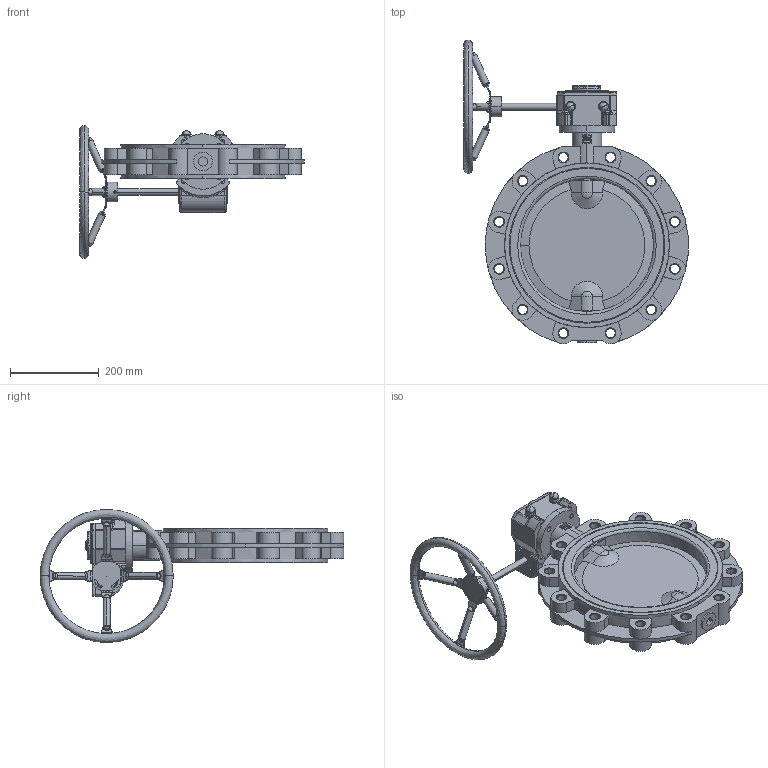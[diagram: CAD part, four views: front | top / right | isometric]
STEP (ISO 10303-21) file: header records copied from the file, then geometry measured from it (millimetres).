
FILE_DESCRIPTION (( 'STEP AP214' ), '1' );
FILE_NAME ('EVTLS DN300 PN16 - Q800-W300.STEP', '2020-03-10T10:35:01', ( 'Administrator' ), ( 'EuroValve' ), 'SwSTEP 2.0', 'SolidWorks 2015', '' );
FILE_SCHEMA (( 'AUTOMOTIVE_DESIGN' ));
Length unit declared in the file: millimetre
Products named in the file (5): W-300-15; Q800-W300_CLOSED; EVTLS DN50-350_DN 300 PN16; Q-800-S right_SB; EVTLS DN300 PN16 - Q800-W300
Assembly tree (4 placements, depth 3):
  EVTLS DN300 PN16 - Q800-W300
    EVTLS DN50-350_DN 300 PN16
    Q800-W300_CLOSED
      Q-800-S right_SB
      W-300-15
Bounding box: 505.63 x 684.51 x 300 mm (x, y, z)
Volume: 7163154.6 mm3; surface area: 909839.3 mm2
Topology: 52 solids, 52 shells, 3344 faces, 8726 edges, 5455 vertices
Faces by surface type: plane 1148, bspline 901, cylinder 765, cone 517, torus 9, sphere 4
Entity records: 159097 total; most frequent: CARTESIAN_POINT 70469, ORIENTED_EDGE 17188, DIRECTION 14355, EDGE_CURVE 8594, VERTEX_POINT 5453, AXIS2_PLACEMENT_3D 5128, VECTOR 4099, LINE 4099
